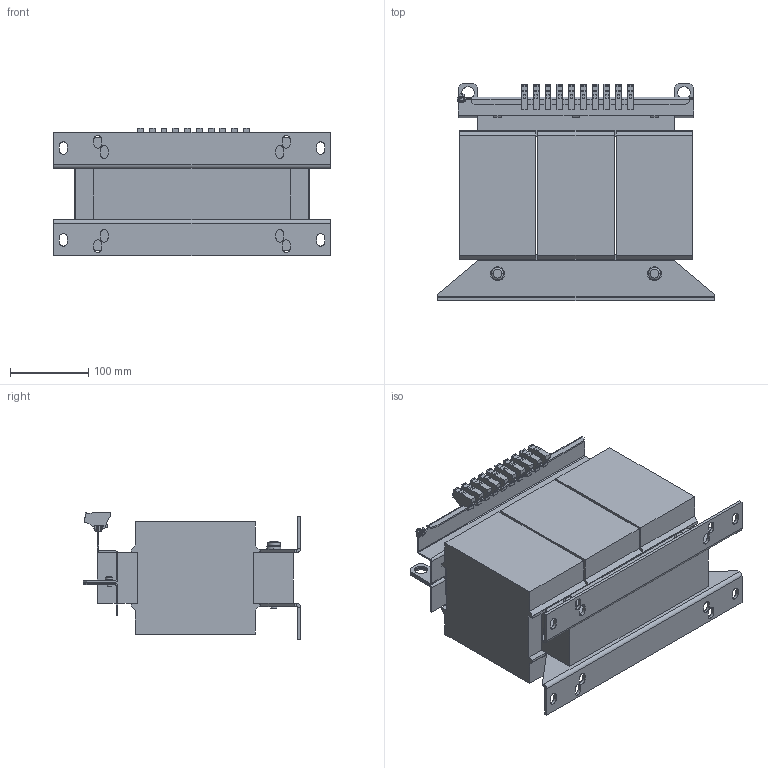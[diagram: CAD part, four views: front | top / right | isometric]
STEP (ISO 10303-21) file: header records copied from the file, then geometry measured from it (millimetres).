
FILE_DESCRIPTION (( 'STEP AP214' ), '1' );
FILE_NAME ('195240.STEP', '2020-05-28T17:03:21', ( '' ), ( '' ), 'SwSTEP 2.0', 'SolidWorks 2018', '' );
FILE_SCHEMA (( 'AUTOMOTIVE_DESIGN' ));
Length unit declared in the file: millimetre
Products named in the file (1): 195240
Bounding box: 352 x 277.5 x 162 mm (x, y, z)
Volume: 8296582.2 mm3; surface area: 559291.9 mm2
Topology: 1 solids, 1 shells, 843 faces, 2265 edges, 1460 vertices
Faces by surface type: plane 634, cylinder 181, torus 14, sphere 8, cone 6
Entity records: 26212 total; most frequent: CARTESIAN_POINT 4693, ORIENTED_EDGE 4526, DIRECTION 4354, EDGE_CURVE 2263, LINE 1804, VECTOR 1804, VERTEX_POINT 1460, AXIS2_PLACEMENT_3D 1275
